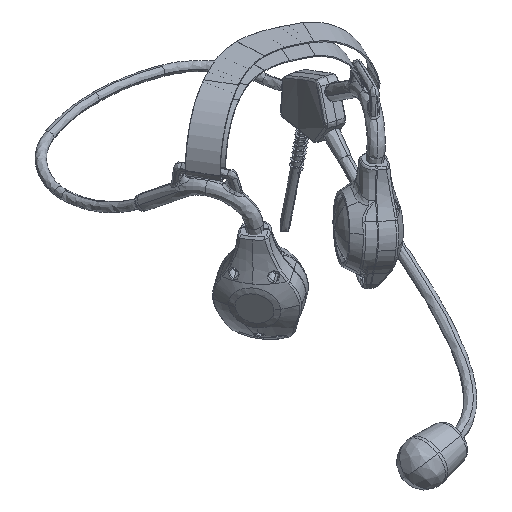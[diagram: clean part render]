
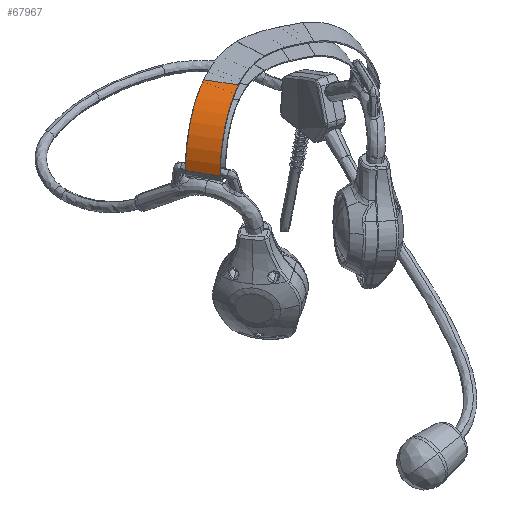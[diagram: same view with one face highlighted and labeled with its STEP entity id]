
A CAD part, isometric view. The second image highlights one B-rep face of the part: STEP entity #67967.
In plain terms, the highlighted cylindrical face has radius 32.599 mm (diameter 65.198 mm), a partial arc.
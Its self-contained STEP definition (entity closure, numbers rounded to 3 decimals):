
#67928=CARTESIAN_POINT('Axis2P3D Location',(-24.089,-28.018,48.219)) ;
#67933=CARTESIAN_POINT('Axis2P3D Location',(-27.701,-20.89,47.838)) ;
#67937=CARTESIAN_POINT('Vertex',(-30.586,-20.618,80.308)) ;
#67939=CARTESIAN_POINT('Vertex',(-56.647,-35.345,51.818)) ;
#67942=CARTESIAN_POINT('Line Origine',(-53.036,-42.473,52.199)) ;
#67946=CARTESIAN_POINT('Vertex',(-49.424,-49.601,52.58)) ;
#67949=CARTESIAN_POINT('Axis2P3D Location',(-20.477,-35.146,48.6)) ;
#67953=CARTESIAN_POINT('Vertex',(-23.362,-34.874,81.07)) ;
#67956=CARTESIAN_POINT('Line Origine',(-26.974,-27.746,80.689)) ;
#67944=VECTOR('Line Direction',#67943,1.) ;
#67958=VECTOR('Line Direction',#67957,1.) ;
#67929=DIRECTION('Axis2P3D Direction',(-0.451,0.891,-0.048)) ;
#67930=DIRECTION('Axis2P3D XDirection',(-0.888,-0.443,0.122)) ;
#67934=DIRECTION('Axis2P3D Direction',(-0.451,0.891,-0.048)) ;
#67943=DIRECTION('Vector Direction',(-0.451,0.891,-0.048)) ;
#67950=DIRECTION('Axis2P3D Direction',(-0.451,0.891,-0.048)) ;
#67957=DIRECTION('Vector Direction',(-0.451,0.891,-0.048)) ;
#67931=AXIS2_PLACEMENT_3D('Cylinder Axis2P3D',#67928,#67929,#67930) ;
#67935=AXIS2_PLACEMENT_3D('Circle Axis2P3D',#67933,#67934,$) ;
#67951=AXIS2_PLACEMENT_3D('Circle Axis2P3D',#67949,#67950,$) ;
#67945=LINE('Line',#67942,#67944) ;
#67959=LINE('Line',#67956,#67958) ;
#67936=CIRCLE('generated circle',#67935,32.599) ;
#67952=CIRCLE('generated circle',#67951,32.599) ;
#67932=CYLINDRICAL_SURFACE('generated cylinder',#67931,32.599) ;
#67941=EDGE_CURVE('',#67938,#67940,#67936,.F.) ;
#67948=EDGE_CURVE('',#67947,#67940,#67945,.T.) ;
#67955=EDGE_CURVE('',#67954,#67947,#67952,.F.) ;
#67960=EDGE_CURVE('',#67938,#67954,#67959,.F.) ;
#67961=EDGE_LOOP('',(#67962,#67963,#67964,#67965)) ;
#67962=ORIENTED_EDGE('',*,*,#67941,.T.) ;
#67963=ORIENTED_EDGE('',*,*,#67948,.F.) ;
#67964=ORIENTED_EDGE('',*,*,#67955,.F.) ;
#67965=ORIENTED_EDGE('',*,*,#67960,.F.) ;
#67938=VERTEX_POINT('',#67937) ;
#67940=VERTEX_POINT('',#67939) ;
#67947=VERTEX_POINT('',#67946) ;
#67954=VERTEX_POINT('',#67953) ;
#67967=ADVANCED_FACE('PartBody',(#67966),#67932,.T.) ;
#67966=FACE_OUTER_BOUND('',#67961,.T.) ;
